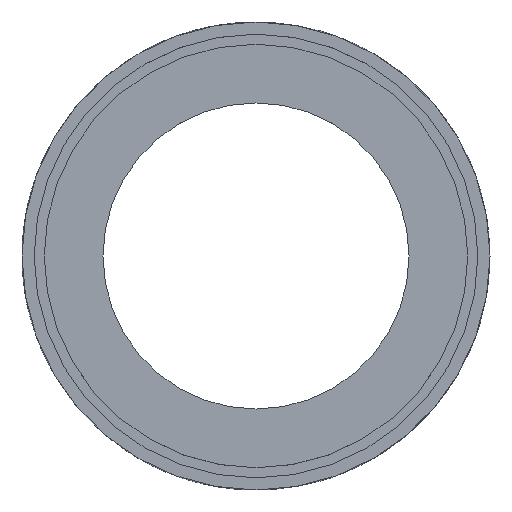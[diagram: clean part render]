
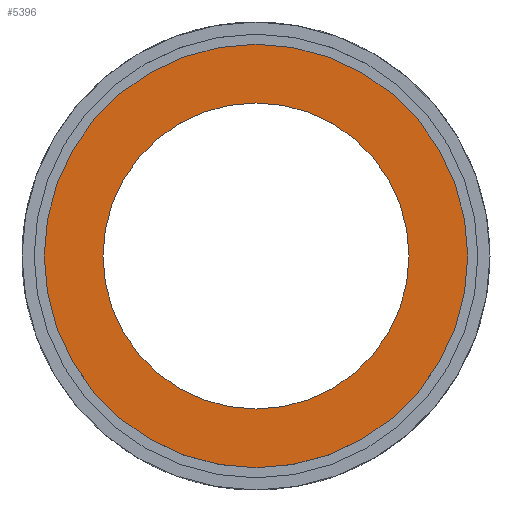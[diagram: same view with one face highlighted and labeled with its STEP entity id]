
A CAD part, top view. The second image highlights one B-rep face of the part: STEP entity #5396.
In plain terms, the highlighted planar face has unit normal (0, 0, 1).
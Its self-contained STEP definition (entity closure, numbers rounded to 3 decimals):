
#18=FACE_BOUND('',#927,.T.);
#27=PLANE('',#5914);
#475=FACE_OUTER_BOUND('',#926,.T.);
#926=EDGE_LOOP('',(#3953));
#927=EDGE_LOOP('',(#3954));
#2766=CIRCLE('',#5857,41.85);
#2770=CIRCLE('',#5865,30.25);
#2822=VERTEX_POINT('',#8072);
#2826=VERTEX_POINT('',#8086);
#3136=EDGE_CURVE('',#2822,#2822,#2766,.T.);
#3141=EDGE_CURVE('',#2826,#2826,#2770,.T.);
#3953=ORIENTED_EDGE('',*,*,#3136,.T.);
#3954=ORIENTED_EDGE('',*,*,#3141,.T.);
#5396=ADVANCED_FACE('',(#475,#18),#27,.T.);
#5857=AXIS2_PLACEMENT_3D('',#8074,#6372,#6373);
#5865=AXIS2_PLACEMENT_3D('',#8087,#6389,#6390);
#5914=AXIS2_PLACEMENT_3D('',#8185,#6489,#6490);
#6372=DIRECTION('center_axis',(0.,0.,1.));
#6373=DIRECTION('ref_axis',(1.,0.,0.));
#6389=DIRECTION('center_axis',(0.,0.,-1.));
#6390=DIRECTION('ref_axis',(1.,0.,0.));
#6489=DIRECTION('center_axis',(0.,0.,1.));
#6490=DIRECTION('ref_axis',(1.,0.,0.));
#8072=CARTESIAN_POINT('',(-41.85,0.,7.));
#8074=CARTESIAN_POINT('Origin',(0.,0.,7.));
#8086=CARTESIAN_POINT('',(-30.25,0.,7.));
#8087=CARTESIAN_POINT('Origin',(0.,0.,7.));
#8185=CARTESIAN_POINT('Origin',(0.,0.,7.));
